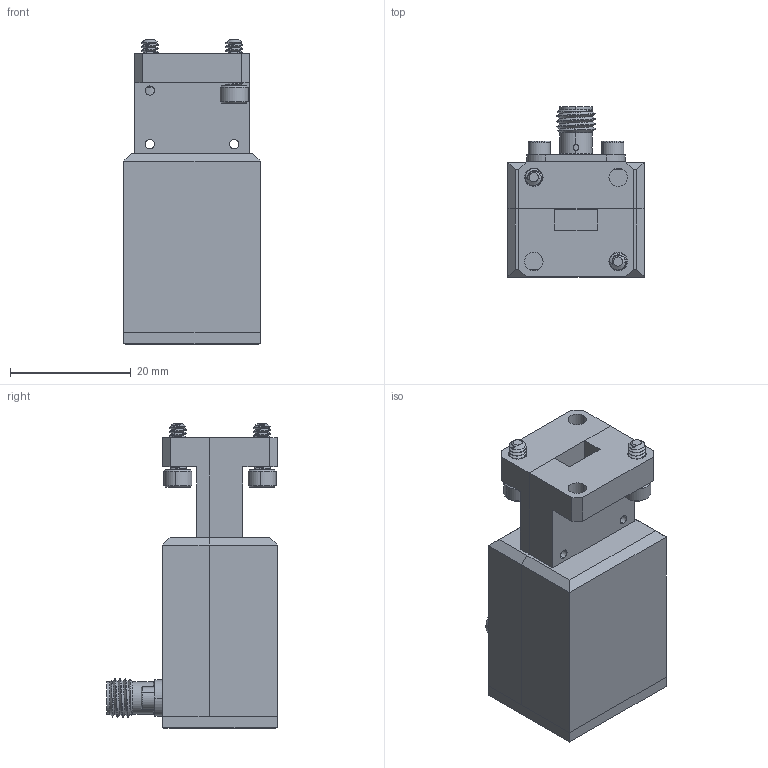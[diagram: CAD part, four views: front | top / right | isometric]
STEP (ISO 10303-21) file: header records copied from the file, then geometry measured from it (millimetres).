
FILE_DESCRIPTION (( 'STEP AP214' ), '1' );
FILE_NAME ('FMMT3007_3D.STEP', '2022-08-19T18:06:35', ( '' ), ( '' ), 'SwSTEP 2.0', 'SolidWorks 2021', '' );
FILE_SCHEMA (( 'AUTOMOTIVE_DESIGN' ));
Length unit declared in the file: inch
Products named in the file (9): 1AJ02-017_SOCKET_4-40 x .125 FLAT HEAD SCREW; SMA F PNL_2; FMMT3007_3D; 4-40 socket head x .25_3_90128A106; 220349_CapScrew; FMMT3007; 4-40 socket head x .30_90128A106; PE80T3007_LABEL; SMA F PNL MNT_2
Assembly tree (14 placements, depth 3):
  FMMT3007_3D
    FMMT3007
    SMA F PNL MNT_2
      SMA F PNL_2
      220349_CapScrew  x2
    4-40 socket head x .30_90128A106  x2
    1AJ02-017_SOCKET_4-40 x .125 FLAT HEAD SCREW  x4
    4-40 socket head x .25_3_90128A106  x2
    PE80T3007_LABEL
Bounding box: 22.61 x 28.3 x 50.44 mm (x, y, z)
Volume: 15986.9 mm3; surface area: 8421.2 mm2
Topology: 13 solids, 13 shells, 878 faces, 2220 edges, 1414 vertices
Faces by surface type: plane 366, cylinder 253, bspline 133, cone 122, torus 4
Entity records: 32422 total; most frequent: CARTESIAN_POINT 14089, ORIENTED_EDGE 3208, DIRECTION 2405, EDGE_CURVE 1604, VERTEX_POINT 1036, VECTOR 957, LINE 957, AXIS2_PLACEMENT_3D 724
